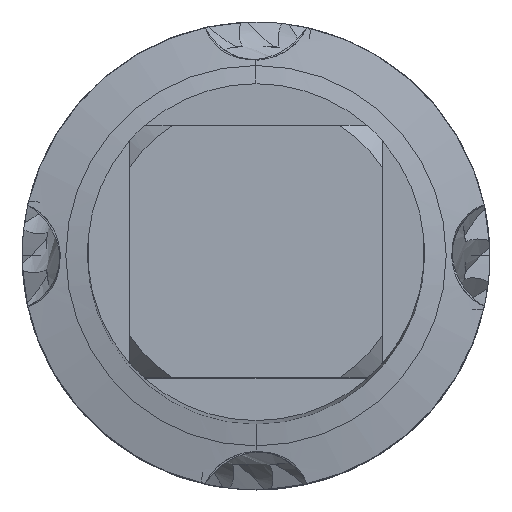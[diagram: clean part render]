
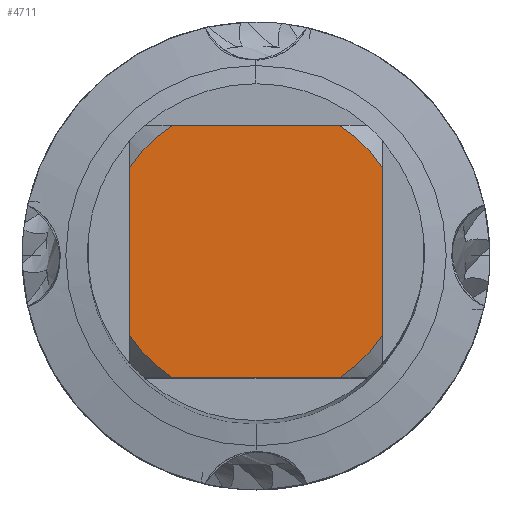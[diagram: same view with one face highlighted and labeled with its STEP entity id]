
A CAD part, top view. The second image highlights one B-rep face of the part: STEP entity #4711.
In plain terms, the highlighted planar face has unit normal (0, 0, 1).
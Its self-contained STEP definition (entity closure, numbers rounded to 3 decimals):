
#1863=VERTEX_POINT('',#5297);
#2227=EDGE_CURVE('',#4879,#4743,#5696,.T.);
#2303=VERTEX_POINT('',#5782);
#2447=EDGE_CURVE('',#1863,#4743,#5935,.T.);
#3097=EDGE_CURVE('',#3333,#2303,#6638,.T.);
#3185=EDGE_CURVE('',#5083,#4095,#6733,.T.);
#3333=VERTEX_POINT('',#6890);
#3613=EDGE_CURVE('',#1863,#2303,#7194,.T.);
#3819=EDGE_CURVE('',#3333,#4095,#7422,.T.);
#3839=VERTEX_POINT('',#7444);
#4095=VERTEX_POINT('',#7720);
#4285=EDGE_CURVE('',#5083,#3839,#7924,.T.);
#4389=EDGE_CURVE('',#4879,#3839,#8038,.T.);
#4711=ADVANCED_FACE('',(#8395),#8396,.T.);
#4743=VERTEX_POINT('',#8432);
#4879=VERTEX_POINT('',#8581);
#5083=VERTEX_POINT('',#8797);
#5297=CARTESIAN_POINT('',(4.5,-2.985,0.0));
#5696=LINE('',#10351,#10352);
#5782=CARTESIAN_POINT('',(4.5,2.985,0.0));
#5935=CIRCLE('',#10933,5.4);
#6638=CIRCLE('',#13156,5.4);
#6733=CIRCLE('',#13330,5.4);
#6890=CARTESIAN_POINT('',(2.985,4.5,0.0));
#7194=LINE('',#14532,#14533);
#7422=LINE('',#15063,#15064);
#7444=CARTESIAN_POINT('',(-4.5,-2.985,0.0));
#7720=CARTESIAN_POINT('',(-2.985,4.5,0.0));
#7924=LINE('',#16779,#16780);
#8038=CIRCLE('',#17278,5.4);
#8395=FACE_OUTER_BOUND('',#18593,.T.);
#8396=PLANE('',#18594);
#8432=CARTESIAN_POINT('',(2.985,-4.5,0.0));
#8581=CARTESIAN_POINT('',(-2.985,-4.5,0.0));
#8797=CARTESIAN_POINT('',(-4.5,2.985,0.0));
#10351=CARTESIAN_POINT('',(0.0,-4.5,0.0));
#10352=VECTOR('',#20222,1.0);
#10933=AXIS2_PLACEMENT_3D('',#20459,#20460,#20461);
#13156=AXIS2_PLACEMENT_3D('',#21171,#21172,#21173);
#13330=AXIS2_PLACEMENT_3D('',#21272,#21273,#21274);
#14532=CARTESIAN_POINT('',(4.5,1.35,0.0));
#14533=VECTOR('',#21700,1.0);
#15063=CARTESIAN_POINT('',(0.0,4.5,0.0));
#15064=VECTOR('',#21963,1.0);
#16779=CARTESIAN_POINT('',(-4.5,1.35,0.0));
#16780=VECTOR('',#22501,1.0);
#17278=AXIS2_PLACEMENT_3D('',#22703,#22704,#22705);
#18593=EDGE_LOOP('',(#23201,#23202,#23203,#23204,#23205,#23206,#23207,#23208));
#18594=AXIS2_PLACEMENT_3D('',#23209,#23210,#23211);
#20222=DIRECTION('',(1.0,0.0,0.0));
#20459=CARTESIAN_POINT('',(0.0,0.0,0.0));
#20460=DIRECTION('',(0.0,0.0,-1.0));
#20461=DIRECTION('',(0.0,1.0,0.0));
#21171=CARTESIAN_POINT('',(0.0,0.0,0.0));
#21172=DIRECTION('',(0.0,0.0,-1.0));
#21173=DIRECTION('',(0.0,1.0,0.0));
#21272=CARTESIAN_POINT('',(0.0,0.0,0.0));
#21273=DIRECTION('',(0.0,0.0,-1.0));
#21274=DIRECTION('',(0.0,1.0,0.0));
#21700=DIRECTION('',(-0.0,1.0,0.0));
#21963=DIRECTION('',(-1.0,0.0,0.0));
#22501=DIRECTION('',(-0.0,-1.0,0.0));
#22703=CARTESIAN_POINT('',(0.0,0.0,0.0));
#22704=DIRECTION('',(0.0,0.0,-1.0));
#22705=DIRECTION('',(0.0,1.0,0.0));
#23201=ORIENTED_EDGE('',*,*,#4285,.T.);
#23202=ORIENTED_EDGE('',*,*,#4389,.F.);
#23203=ORIENTED_EDGE('',*,*,#2227,.T.);
#23204=ORIENTED_EDGE('',*,*,#2447,.F.);
#23205=ORIENTED_EDGE('',*,*,#3613,.T.);
#23206=ORIENTED_EDGE('',*,*,#3097,.F.);
#23207=ORIENTED_EDGE('',*,*,#3819,.T.);
#23208=ORIENTED_EDGE('',*,*,#3185,.F.);
#23209=CARTESIAN_POINT('',(0.0,2.7,0.0));
#23210=DIRECTION('',(-0.0,0.0,1.0));
#23211=DIRECTION('',(0.0,-1.0,0.0));
